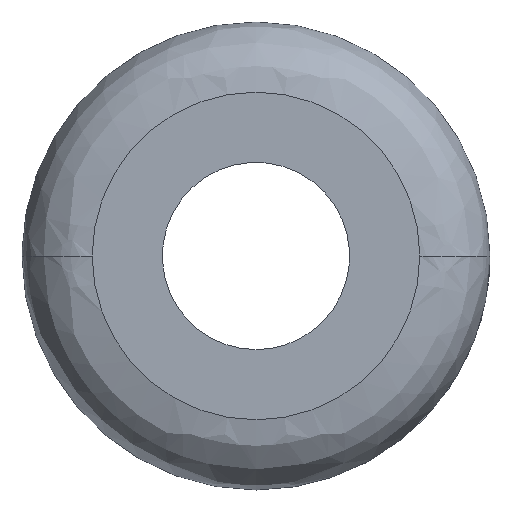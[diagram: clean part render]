
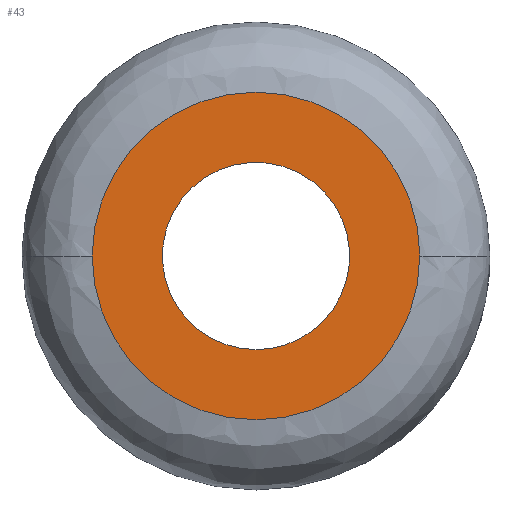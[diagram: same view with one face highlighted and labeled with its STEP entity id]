
A CAD part, front view. The second image highlights one B-rep face of the part: STEP entity #43.
In plain terms, the highlighted planar face has unit normal (0, -1, 0).
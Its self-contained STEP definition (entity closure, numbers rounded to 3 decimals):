
#43=ADVANCED_FACE('',(#86,#87),#85,.F.);
#85=PLANE('',#197);
#86=FACE_OUTER_BOUND('',#198,.T.);
#87=FACE_BOUND('',#199,.T.);
#194=CARTESIAN_POINT('',(-14.549,0.,-16.1));
#195=DIRECTION('',(0.,1.,0.));
#196=DIRECTION('',(0.,0.,1.));
#197=AXIS2_PLACEMENT_3D('',#194,#195,#196);
#198=EDGE_LOOP('',(#347,#348,#349));
#199=EDGE_LOOP('',(#350,#351,#352));
#347=ORIENTED_EDGE('',*,*,#421,.T.);
#348=ORIENTED_EDGE('',*,*,#422,.T.);
#349=ORIENTED_EDGE('',*,*,#423,.T.);
#350=ORIENTED_EDGE('',*,*,#424,.F.);
#351=ORIENTED_EDGE('',*,*,#425,.F.);
#352=ORIENTED_EDGE('',*,*,#426,.F.);
#421=EDGE_CURVE('',#596,#597,#598,.T.);
#422=EDGE_CURVE('',#597,#604,#605,.T.);
#423=EDGE_CURVE('',#604,#596,#611,.T.);
#424=EDGE_CURVE('',#617,#618,#619,.T.);
#425=EDGE_CURVE('',#625,#617,#626,.T.);
#426=EDGE_CURVE('',#618,#625,#632,.T.);
#596=VERTEX_POINT('',#801);
#597=VERTEX_POINT('',#802);
#598=CIRCLE('',#806,7.);
#604=VERTEX_POINT('',#807);
#605=CIRCLE('',#811,7.);
#611=CIRCLE('',#815,7.);
#617=VERTEX_POINT('',#816);
#618=VERTEX_POINT('',#817);
#619=CIRCLE('',#821,4.);
#625=VERTEX_POINT('',#822);
#626=CIRCLE('',#826,4.);
#632=CIRCLE('',#830,4.);
#801=CARTESIAN_POINT('',(0.,0.,7.));
#802=CARTESIAN_POINT('',(-7.,0.,0.));
#803=CARTESIAN_POINT('',(0.,0.,0.));
#804=DIRECTION('',(0.,-1.,0.));
#805=DIRECTION('',(0.,0.,1.));
#806=AXIS2_PLACEMENT_3D('',#803,#804,#805);
#807=CARTESIAN_POINT('',(7.,0.,-0.001));
#808=CARTESIAN_POINT('',(0.,0.,0.));
#809=DIRECTION('',(0.,-1.,0.));
#810=DIRECTION('',(0.,0.,1.));
#811=AXIS2_PLACEMENT_3D('',#808,#809,#810);
#812=CARTESIAN_POINT('',(0.,0.,0.));
#813=DIRECTION('',(0.,-1.,0.));
#814=DIRECTION('',(0.,0.,1.));
#815=AXIS2_PLACEMENT_3D('',#812,#813,#814);
#816=CARTESIAN_POINT('',(-3.972,0.,0.472));
#817=CARTESIAN_POINT('',(0.,0.,-4.));
#818=CARTESIAN_POINT('',(0.,0.,0.));
#819=DIRECTION('',(0.,-1.,0.));
#820=DIRECTION('',(0.,0.,-1.));
#821=AXIS2_PLACEMENT_3D('',#818,#819,#820);
#822=CARTESIAN_POINT('',(3.972,0.,-0.473));
#823=CARTESIAN_POINT('',(0.,0.,0.));
#824=DIRECTION('',(0.,-1.,0.));
#825=DIRECTION('',(0.,0.,-1.));
#826=AXIS2_PLACEMENT_3D('',#823,#824,#825);
#827=CARTESIAN_POINT('',(0.,0.,0.));
#828=DIRECTION('',(0.,-1.,0.));
#829=DIRECTION('',(0.,0.,-1.));
#830=AXIS2_PLACEMENT_3D('',#827,#828,#829);
